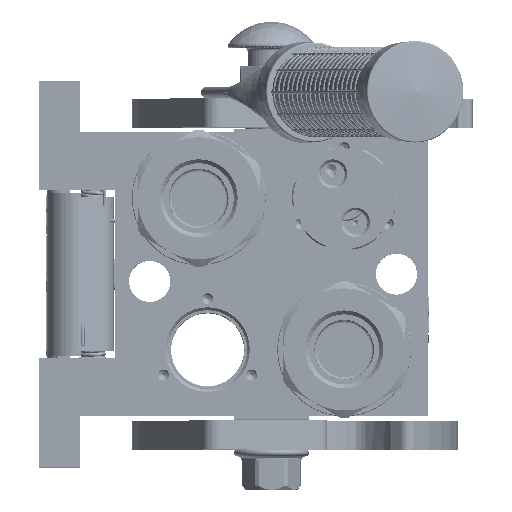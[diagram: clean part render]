
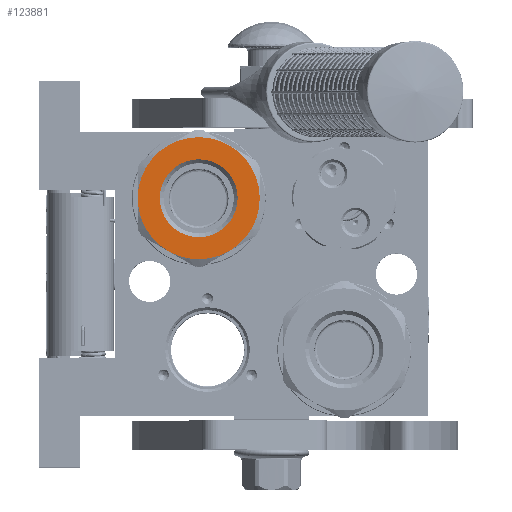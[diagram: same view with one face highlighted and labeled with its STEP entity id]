
A CAD part, top view. The second image highlights one B-rep face of the part: STEP entity #123881.
In plain terms, the highlighted face is planar.
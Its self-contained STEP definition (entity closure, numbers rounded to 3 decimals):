
#8475 = CARTESIAN_POINT ( 'NONE',  ( 100.6, -10.5, 18.187 ) ) ;
#9931 = EDGE_CURVE ( 'NONE', #214041, #209487, #30096, .T. ) ;
#11670 = EDGE_LOOP ( 'NONE', ( #48014, #147070, #94240, #88389, #121096, #194497, #121521 ) ) ;
#14197 = DIRECTION ( 'NONE',  ( 1., 0., 0. ) ) ;
#21298 = CARTESIAN_POINT ( 'NONE',  ( 100.6, 10.5, 18.187 ) ) ;
#21299 = EDGE_CURVE ( 'NONE', #44527, #126524, #40908, .T. ) ;
#23731 = CIRCLE ( 'NONE', #112971, 21. ) ;
#30096 = CIRCLE ( 'NONE', #140798, 13.4 ) ;
#31799 = DIRECTION ( 'NONE',  ( 0., 0.5, 0.866 ) ) ;
#34610 = EDGE_CURVE ( 'NONE', #65040, #59132, #120730, .T. ) ;
#36231 = CIRCLE ( 'NONE', #163045, 21. ) ;
#37180 = DIRECTION ( 'NONE',  ( 0., 1., 0. ) ) ;
#40108 = DIRECTION ( 'NONE',  ( -1., 0., 0. ) ) ;
#40908 = CIRCLE ( 'NONE', #73813, 21. ) ;
#42521 = PLANE ( 'NONE',  #167560 ) ;
#42685 = CIRCLE ( 'NONE', #82629, 21. ) ;
#44527 = VERTEX_POINT ( 'NONE', #114694 ) ;
#44944 = CARTESIAN_POINT ( 'NONE',  ( 100.6, 0., 0. ) ) ;
#46763 = CARTESIAN_POINT ( 'NONE',  ( 100.6, 0., 0. ) ) ;
#48014 = ORIENTED_EDGE ( 'NONE', *, *, #174261, .T. ) ;
#48332 = DIRECTION ( 'NONE',  ( 1., 0., 0. ) ) ;
#49912 = AXIS2_PLACEMENT_3D ( 'NONE', #136834, #86833, #204832 ) ;
#51055 = EDGE_LOOP ( 'NONE', ( #76056, #154608 ) ) ;
#58980 = CARTESIAN_POINT ( 'NONE',  ( 100.6, 0., 0. ) ) ;
#59132 = VERTEX_POINT ( 'NONE', #121225 ) ;
#59223 = VERTEX_POINT ( 'NONE', #8475 ) ;
#65040 = VERTEX_POINT ( 'NONE', #197878 ) ;
#65519 = DIRECTION ( 'NONE',  ( 0., 0.5, 0.866 ) ) ;
#71605 = FACE_BOUND ( 'NONE', #51055, .T. ) ;
#73813 = AXIS2_PLACEMENT_3D ( 'NONE', #144568, #76685, #93883 ) ;
#75226 = DIRECTION ( 'NONE',  ( 0., -1., 0. ) ) ;
#75654 = DIRECTION ( 'NONE',  ( 0., -0.5, 0.866 ) ) ;
#76056 = ORIENTED_EDGE ( 'NONE', *, *, #9931, .T. ) ;
#76685 = DIRECTION ( 'NONE',  ( -1., 0., 0. ) ) ;
#77190 = CIRCLE ( 'NONE', #208915, 13.4 ) ;
#82629 = AXIS2_PLACEMENT_3D ( 'NONE', #46763, #218543, #31799 ) ;
#86833 = DIRECTION ( 'NONE',  ( 1., 0., 0. ) ) ;
#88389 = ORIENTED_EDGE ( 'NONE', *, *, #21299, .F. ) ;
#89040 = AXIS2_PLACEMENT_3D ( 'NONE', #44944, #195126, #75654 ) ;
#92408 = EDGE_CURVE ( 'NONE', #59132, #126524, #221568, .T. ) ;
#93866 = CARTESIAN_POINT ( 'NONE',  ( 100.6, 10.5, -18.187 ) ) ;
#93883 = DIRECTION ( 'NONE',  ( 0., 1., 0. ) ) ;
#94240 = ORIENTED_EDGE ( 'NONE', *, *, #92408, .T. ) ;
#98529 = CARTESIAN_POINT ( 'NONE',  ( 100.6, 0., 0. ) ) ;
#110551 = DIRECTION ( 'NONE',  ( 0., 0., 1. ) ) ;
#112971 = AXIS2_PLACEMENT_3D ( 'NONE', #116398, #48332, #65519 ) ;
#114694 = CARTESIAN_POINT ( 'NONE',  ( 100.6, 21., 0. ) ) ;
#116398 = CARTESIAN_POINT ( 'NONE',  ( 100.6, 0., 0. ) ) ;
#120730 = CIRCLE ( 'NONE', #49912, 21. ) ;
#121096 = ORIENTED_EDGE ( 'NONE', *, *, #195044, .F. ) ;
#121225 = CARTESIAN_POINT ( 'NONE',  ( 100.6, -10.5, -18.187 ) ) ;
#121521 = ORIENTED_EDGE ( 'NONE', *, *, #159626, .T. ) ;
#123881 = ADVANCED_FACE ( 'NONE', ( #199795, #71605 ), #42521, .F. ) ;
#126524 = VERTEX_POINT ( 'NONE', #93866 ) ;
#132963 = CARTESIAN_POINT ( 'NONE',  ( 100.6, 0., 0. ) ) ;
#133570 = DIRECTION ( 'NONE',  ( 0., 0.5, 0.866 ) ) ;
#134098 = EDGE_CURVE ( 'NONE', #192707, #206008, #23731, .T. ) ;
#136834 = CARTESIAN_POINT ( 'NONE',  ( 100.6, 0., 0. ) ) ;
#139468 = CARTESIAN_POINT ( 'NONE',  ( 100.6, 0., 0. ) ) ;
#140798 = AXIS2_PLACEMENT_3D ( 'NONE', #142384, #40108, #75226 ) ;
#141053 = CARTESIAN_POINT ( 'NONE',  ( 100.6, 0., 21. ) ) ;
#142384 = CARTESIAN_POINT ( 'NONE',  ( 100.6, 0., 0. ) ) ;
#144568 = CARTESIAN_POINT ( 'NONE',  ( 100.6, 0., 0. ) ) ;
#147070 = ORIENTED_EDGE ( 'NONE', *, *, #34610, .T. ) ;
#148303 = CARTESIAN_POINT ( 'NONE',  ( 100.6, 13.4, 0. ) ) ;
#154608 = ORIENTED_EDGE ( 'NONE', *, *, #207940, .T. ) ;
#155849 = DIRECTION ( 'NONE',  ( -1., 0., 0. ) ) ;
#159626 = EDGE_CURVE ( 'NONE', #206008, #59223, #36231, .T. ) ;
#161844 = AXIS2_PLACEMENT_3D ( 'NONE', #132963, #200209, #183013 ) ;
#161973 = DIRECTION ( 'NONE',  ( -1., 0., 0. ) ) ;
#162600 = CARTESIAN_POINT ( 'NONE',  ( 100.6, -13.4, 0. ) ) ;
#163045 = AXIS2_PLACEMENT_3D ( 'NONE', #98529, #14197, #133570 ) ;
#167560 = AXIS2_PLACEMENT_3D ( 'NONE', #58980, #161973, #110551 ) ;
#174261 = EDGE_CURVE ( 'NONE', #59223, #65040, #206518, .T. ) ;
#183013 = DIRECTION ( 'NONE',  ( 0., -0.5, -0.866 ) ) ;
#192707 = VERTEX_POINT ( 'NONE', #21298 ) ;
#194497 = ORIENTED_EDGE ( 'NONE', *, *, #134098, .T. ) ;
#195044 = EDGE_CURVE ( 'NONE', #192707, #44527, #42685, .T. ) ;
#195126 = DIRECTION ( 'NONE',  ( 1., 0., 0. ) ) ;
#197878 = CARTESIAN_POINT ( 'NONE',  ( 100.6, -21., 0. ) ) ;
#199795 = FACE_OUTER_BOUND ( 'NONE', #11670, .T. ) ;
#200209 = DIRECTION ( 'NONE',  ( 1., 0., 0. ) ) ;
#204832 = DIRECTION ( 'NONE',  ( 0., -1., 0. ) ) ;
#206008 = VERTEX_POINT ( 'NONE', #141053 ) ;
#206518 = CIRCLE ( 'NONE', #89040, 21. ) ;
#207940 = EDGE_CURVE ( 'NONE', #209487, #214041, #77190, .T. ) ;
#208915 = AXIS2_PLACEMENT_3D ( 'NONE', #139468, #155849, #37180 ) ;
#209487 = VERTEX_POINT ( 'NONE', #148303 ) ;
#214041 = VERTEX_POINT ( 'NONE', #162600 ) ;
#218543 = DIRECTION ( 'NONE',  ( -1., 0., 0. ) ) ;
#221568 = CIRCLE ( 'NONE', #161844, 21. ) ;
